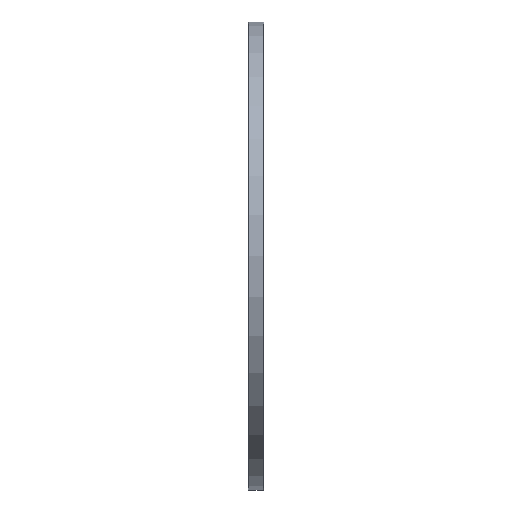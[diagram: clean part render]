
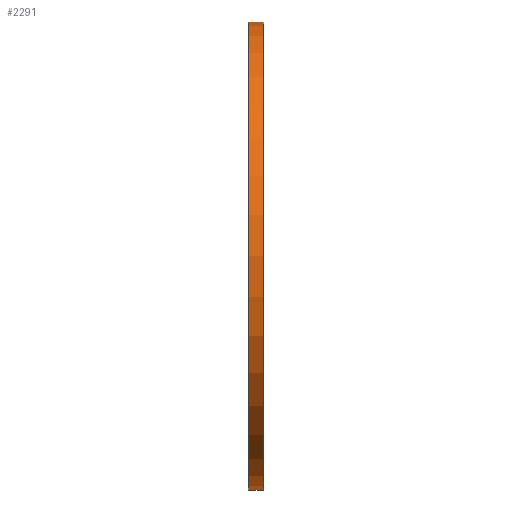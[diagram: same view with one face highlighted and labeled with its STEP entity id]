
A CAD part, left-side view. The second image highlights one B-rep face of the part: STEP entity #2291.
In plain terms, the highlighted cylindrical face has radius 305 mm (diameter 610 mm), a partial arc.
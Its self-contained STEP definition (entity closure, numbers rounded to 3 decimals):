
#134 = VERTEX_POINT ( 'NONE', #3151 ) ;
#232 = CIRCLE ( 'NONE', #2914, 305. ) ;
#484 = VECTOR ( 'NONE', #2393, 1000. ) ;
#595 = CARTESIAN_POINT ( 'NONE',  ( 0., 0.4, 305. ) ) ;
#616 = CARTESIAN_POINT ( 'NONE',  ( 0., 0.4, -305. ) ) ;
#630 = DIRECTION ( 'NONE',  ( 0., -1., 0. ) ) ;
#676 = DIRECTION ( 'NONE',  ( 0., 0., -1. ) ) ;
#977 = DIRECTION ( 'NONE',  ( 0., 0., -1. ) ) ;
#1273 = LINE ( 'NONE', #1891, #484 ) ;
#1341 = AXIS2_PLACEMENT_3D ( 'NONE', #2453, #2535, #2559 ) ;
#1431 = EDGE_CURVE ( 'NONE', #2574, #3389, #1273, .T. ) ;
#1435 = EDGE_CURVE ( 'NONE', #134, #1990, #2029, .T. ) ;
#1579 = CARTESIAN_POINT ( 'NONE',  ( 0., 19.6, 305. ) ) ;
#1630 = ORIENTED_EDGE ( 'NONE', *, *, #1431, .F. ) ;
#1639 = EDGE_CURVE ( 'NONE', #2574, #134, #232, .T. ) ;
#1645 = EDGE_CURVE ( 'NONE', #1990, #3389, #2976, .T. ) ;
#1710 = ORIENTED_EDGE ( 'NONE', *, *, #1639, .T. ) ;
#1866 = FACE_OUTER_BOUND ( 'NONE', #2501, .T. ) ;
#1891 = CARTESIAN_POINT ( 'NONE',  ( 0., -12.074, 305. ) ) ;
#1990 = VERTEX_POINT ( 'NONE', #616 ) ;
#2029 = LINE ( 'NONE', #2487, #2104 ) ;
#2104 = VECTOR ( 'NONE', #2372, 1000. ) ;
#2177 = AXIS2_PLACEMENT_3D ( 'NONE', #2597, #2833, #676 ) ;
#2291 = ADVANCED_FACE ( 'NONE', ( #1866 ), #3330, .T. ) ;
#2302 = ORIENTED_EDGE ( 'NONE', *, *, #1645, .T. ) ;
#2372 = DIRECTION ( 'NONE',  ( 0., -1., 0. ) ) ;
#2393 = DIRECTION ( 'NONE',  ( 0., -1., 0. ) ) ;
#2453 = CARTESIAN_POINT ( 'NONE',  ( 0., 0.4, 0. ) ) ;
#2487 = CARTESIAN_POINT ( 'NONE',  ( 0., -12.074, -305. ) ) ;
#2501 = EDGE_LOOP ( 'NONE', ( #1630, #1710, #3185, #2302 ) ) ;
#2535 = DIRECTION ( 'NONE',  ( 0., 1., 0. ) ) ;
#2559 = DIRECTION ( 'NONE',  ( 0., 0., 1. ) ) ;
#2574 = VERTEX_POINT ( 'NONE', #1579 ) ;
#2597 = CARTESIAN_POINT ( 'NONE',  ( 0., -12.074, 0. ) ) ;
#2833 = DIRECTION ( 'NONE',  ( 0., -1., 0. ) ) ;
#2914 = AXIS2_PLACEMENT_3D ( 'NONE', #3026, #630, #977 ) ;
#2976 = CIRCLE ( 'NONE', #1341, 305. ) ;
#3026 = CARTESIAN_POINT ( 'NONE',  ( 0., 19.6, 0. ) ) ;
#3151 = CARTESIAN_POINT ( 'NONE',  ( 0., 19.6, -305. ) ) ;
#3185 = ORIENTED_EDGE ( 'NONE', *, *, #1435, .T. ) ;
#3330 = CYLINDRICAL_SURFACE ( 'NONE', #2177, 305. ) ;
#3389 = VERTEX_POINT ( 'NONE', #595 ) ;
